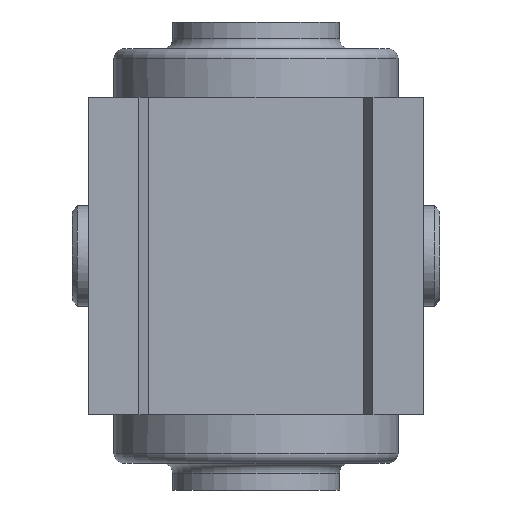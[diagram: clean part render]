
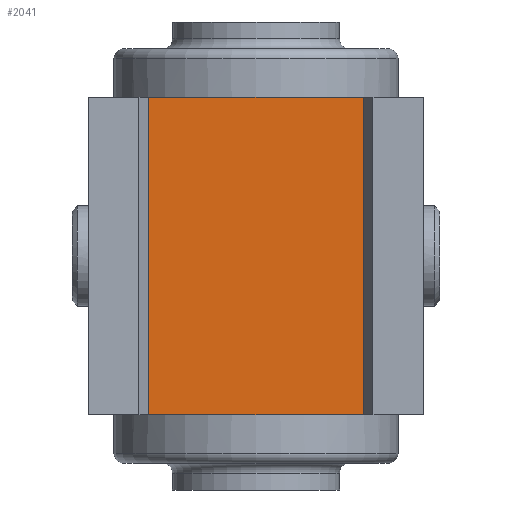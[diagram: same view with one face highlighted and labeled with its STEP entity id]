
A CAD part, front view. The second image highlights one B-rep face of the part: STEP entity #2041.
In plain terms, the highlighted planar face has unit normal (0, -1, 0).
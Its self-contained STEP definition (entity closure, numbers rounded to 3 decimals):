
#961 = DIRECTION ( 'NONE',  ( 1., 0., 0. ) ) ;
#1635 = CARTESIAN_POINT ( 'NONE',  ( -32.113, -45.5, 14.5 ) ) ;
#1760 = CARTESIAN_POINT ( 'NONE',  ( -32.113, -45.5, 109.5 ) ) ;
#2041 = ADVANCED_FACE ( 'NONE', ( #5014 ), #14312, .T. ) ;
#2061 = CARTESIAN_POINT ( 'NONE',  ( -32.113, -45.5, 132. ) ) ;
#3033 = DIRECTION ( 'NONE',  ( -1., 0., 0. ) ) ;
#3640 = EDGE_CURVE ( 'NONE', #12578, #9223, #11154, .T. ) ;
#3753 = DIRECTION ( 'NONE',  ( 0., 0., -1. ) ) ;
#3758 = ORIENTED_EDGE ( 'NONE', *, *, #8923, .T. ) ;
#3951 = LINE ( 'NONE', #10050, #5933 ) ;
#4035 = ORIENTED_EDGE ( 'NONE', *, *, #3640, .F. ) ;
#4074 = VECTOR ( 'NONE', #3753, 1000. ) ;
#4078 = EDGE_CURVE ( 'NONE', #7718, #7483, #3951, .T. ) ;
#5014 = FACE_OUTER_BOUND ( 'NONE', #14635, .T. ) ;
#5933 = VECTOR ( 'NONE', #3033, 1000. ) ;
#6302 = DIRECTION ( 'NONE',  ( 0., -1., 0. ) ) ;
#6450 = AXIS2_PLACEMENT_3D ( 'NONE', #13320, #6302, #8515 ) ;
#7061 = ORIENTED_EDGE ( 'NONE', *, *, #13092, .F. ) ;
#7483 = VERTEX_POINT ( 'NONE', #1635 ) ;
#7718 = VERTEX_POINT ( 'NONE', #9935 ) ;
#7861 = VECTOR ( 'NONE', #961, 1000. ) ;
#8515 = DIRECTION ( 'NONE',  ( 0., 0., -1. ) ) ;
#8923 = EDGE_CURVE ( 'NONE', #12578, #7483, #14864, .T. ) ;
#9223 = VERTEX_POINT ( 'NONE', #10516 ) ;
#9935 = CARTESIAN_POINT ( 'NONE',  ( 32.113, -45.5, 14.5 ) ) ;
#10050 = CARTESIAN_POINT ( 'NONE',  ( -50., -45.5, 14.5 ) ) ;
#10516 = CARTESIAN_POINT ( 'NONE',  ( 32.113, -45.5, 109.5 ) ) ;
#10702 = VECTOR ( 'NONE', #13714, 1000. ) ;
#11154 = LINE ( 'NONE', #11393, #7861 ) ;
#11393 = CARTESIAN_POINT ( 'NONE',  ( -50., -45.5, 109.5 ) ) ;
#12578 = VERTEX_POINT ( 'NONE', #1760 ) ;
#12711 = CARTESIAN_POINT ( 'NONE',  ( 32.113, -45.5, 132. ) ) ;
#13092 = EDGE_CURVE ( 'NONE', #9223, #7718, #13776, .T. ) ;
#13301 = ORIENTED_EDGE ( 'NONE', *, *, #4078, .F. ) ;
#13320 = CARTESIAN_POINT ( 'NONE',  ( -32.113, -45.5, 132. ) ) ;
#13714 = DIRECTION ( 'NONE',  ( 0., 0., -1. ) ) ;
#13776 = LINE ( 'NONE', #12711, #4074 ) ;
#14312 = PLANE ( 'NONE',  #6450 ) ;
#14635 = EDGE_LOOP ( 'NONE', ( #3758, #13301, #7061, #4035 ) ) ;
#14864 = LINE ( 'NONE', #2061, #10702 ) ;
